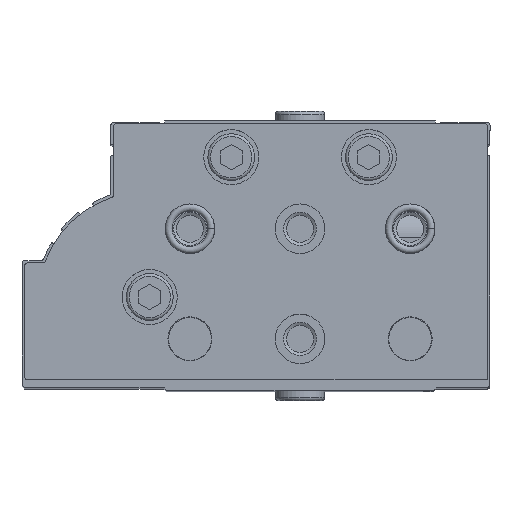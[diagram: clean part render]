
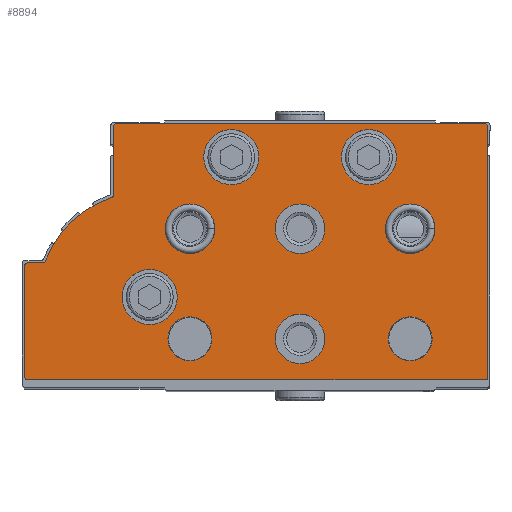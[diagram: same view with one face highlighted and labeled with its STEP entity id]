
A CAD part, top view. The second image highlights one B-rep face of the part: STEP entity #8894.
In plain terms, the highlighted face is planar.
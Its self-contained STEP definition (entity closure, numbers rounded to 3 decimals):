
#913=LINE('',#14909,#1634);
#915=LINE('',#14913,#1636);
#918=LINE('',#14921,#1639);
#921=LINE('',#14929,#1642);
#926=LINE('',#14945,#1647);
#929=LINE('',#14953,#1650);
#1634=VECTOR('',#12042,1000.);
#1636=VECTOR('',#12046,1000.);
#1639=VECTOR('',#12055,1000.);
#1642=VECTOR('',#12064,1000.);
#1647=VECTOR('',#12083,1000.);
#1650=VECTOR('',#12092,1000.);
#3523=ORIENTED_EDGE('',*,*,#5144,.T.);
#3524=ORIENTED_EDGE('',*,*,#5145,.T.);
#3525=ORIENTED_EDGE('',*,*,#5146,.T.);
#3526=ORIENTED_EDGE('',*,*,#5147,.T.);
#3527=ORIENTED_EDGE('',*,*,#5148,.T.);
#3528=ORIENTED_EDGE('',*,*,#5149,.T.);
#3529=ORIENTED_EDGE('',*,*,#5150,.T.);
#3530=ORIENTED_EDGE('',*,*,#5151,.T.);
#3531=ORIENTED_EDGE('',*,*,#5152,.T.);
#3532=ORIENTED_EDGE('',*,*,#5117,.F.);
#3533=ORIENTED_EDGE('',*,*,#5142,.F.);
#3534=ORIENTED_EDGE('',*,*,#5140,.F.);
#3535=ORIENTED_EDGE('',*,*,#5138,.F.);
#3536=ORIENTED_EDGE('',*,*,#5136,.T.);
#3537=ORIENTED_EDGE('',*,*,#5134,.F.);
#3538=ORIENTED_EDGE('',*,*,#5132,.T.);
#3539=ORIENTED_EDGE('',*,*,#5130,.F.);
#3540=ORIENTED_EDGE('',*,*,#5128,.F.);
#3541=ORIENTED_EDGE('',*,*,#5126,.F.);
#3542=ORIENTED_EDGE('',*,*,#5124,.F.);
#3543=ORIENTED_EDGE('',*,*,#5122,.F.);
#3544=ORIENTED_EDGE('',*,*,#5120,.F.);
#5117=EDGE_CURVE('',#6102,#6103,#6619,.T.);
#5120=EDGE_CURVE('',#6103,#6104,#913,.T.);
#5122=EDGE_CURVE('',#6104,#6105,#915,.T.);
#5124=EDGE_CURVE('',#6105,#6106,#6620,.T.);
#5126=EDGE_CURVE('',#6106,#6107,#918,.T.);
#5128=EDGE_CURVE('',#6107,#6108,#6621,.T.);
#5130=EDGE_CURVE('',#6108,#6109,#921,.T.);
#5132=EDGE_CURVE('',#6110,#6109,#6622,.T.);
#5134=EDGE_CURVE('',#6110,#6111,#6623,.T.);
#5136=EDGE_CURVE('',#6112,#6111,#6624,.T.);
#5138=EDGE_CURVE('',#6112,#6113,#926,.T.);
#5140=EDGE_CURVE('',#6113,#6114,#6625,.T.);
#5142=EDGE_CURVE('',#6114,#6102,#929,.T.);
#5144=EDGE_CURVE('',#6115,#6115,#6626,.T.);
#5145=EDGE_CURVE('',#6116,#6116,#6627,.T.);
#5146=EDGE_CURVE('',#6117,#6117,#6628,.T.);
#5147=EDGE_CURVE('',#6118,#6118,#6629,.T.);
#5148=EDGE_CURVE('',#6119,#6119,#6630,.T.);
#5149=EDGE_CURVE('',#6120,#6120,#6631,.T.);
#5150=EDGE_CURVE('',#6121,#6121,#6632,.T.);
#5151=EDGE_CURVE('',#6122,#6122,#6633,.T.);
#5152=EDGE_CURVE('',#6123,#6123,#6634,.T.);
#6102=VERTEX_POINT('',#14904);
#6103=VERTEX_POINT('',#14905);
#6104=VERTEX_POINT('',#14910);
#6105=VERTEX_POINT('',#14914);
#6106=VERTEX_POINT('',#14918);
#6107=VERTEX_POINT('',#14922);
#6108=VERTEX_POINT('',#14926);
#6109=VERTEX_POINT('',#14930);
#6110=VERTEX_POINT('',#14934);
#6111=VERTEX_POINT('',#14938);
#6112=VERTEX_POINT('',#14942);
#6113=VERTEX_POINT('',#14946);
#6114=VERTEX_POINT('',#14950);
#6115=VERTEX_POINT('',#14957);
#6116=VERTEX_POINT('',#14959);
#6117=VERTEX_POINT('',#14961);
#6118=VERTEX_POINT('',#14963);
#6119=VERTEX_POINT('',#14965);
#6120=VERTEX_POINT('',#14967);
#6121=VERTEX_POINT('',#14969);
#6122=VERTEX_POINT('',#14971);
#6123=VERTEX_POINT('',#14973);
#6619=CIRCLE('',#9821,0.5);
#6620=CIRCLE('',#9825,0.5);
#6621=CIRCLE('',#9828,0.5);
#6622=CIRCLE('',#9831,0.5);
#6623=CIRCLE('',#9833,19.5);
#6624=CIRCLE('',#9835,0.5);
#6625=CIRCLE('',#9838,0.5);
#6626=CIRCLE('',#9841,5.);
#6627=CIRCLE('',#9842,5.);
#6628=CIRCLE('',#9843,5.);
#6629=CIRCLE('',#9844,4.5);
#6630=CIRCLE('',#9845,4.5);
#6631=CIRCLE('',#9846,4.5);
#6632=CIRCLE('',#9847,4.5);
#6633=CIRCLE('',#9848,4.);
#6634=CIRCLE('',#9849,4.);
#7218=EDGE_LOOP('',(#3523));
#7219=EDGE_LOOP('',(#3524));
#7220=EDGE_LOOP('',(#3525));
#7221=EDGE_LOOP('',(#3526));
#7222=EDGE_LOOP('',(#3527));
#7223=EDGE_LOOP('',(#3528));
#7224=EDGE_LOOP('',(#3529));
#7225=EDGE_LOOP('',(#3530));
#7226=EDGE_LOOP('',(#3531));
#7227=EDGE_LOOP('',(#3532,#3533,#3534,#3535,#3536,#3537,#3538,#3539,#3540,
#3541,#3542,#3543,#3544));
#7978=FACE_BOUND('',#7218,.T.);
#7979=FACE_BOUND('',#7219,.T.);
#7980=FACE_BOUND('',#7220,.T.);
#7981=FACE_BOUND('',#7221,.T.);
#7982=FACE_BOUND('',#7222,.T.);
#7983=FACE_BOUND('',#7223,.T.);
#7984=FACE_BOUND('',#7224,.T.);
#7985=FACE_BOUND('',#7225,.T.);
#7986=FACE_BOUND('',#7226,.T.);
#7987=FACE_BOUND('',#7227,.T.);
#8451=PLANE('',#9840);
#8894=ADVANCED_FACE('',(#7978,#7979,#7980,#7981,#7982,#7983,#7984,#7985,
#7986,#7987),#8451,.F.);
#9821=AXIS2_PLACEMENT_3D('',#14903,#12036,#12037);
#9825=AXIS2_PLACEMENT_3D('',#14917,#12050,#12051);
#9828=AXIS2_PLACEMENT_3D('',#14925,#12059,#12060);
#9831=AXIS2_PLACEMENT_3D('',#14933,#12068,#12069);
#9833=AXIS2_PLACEMENT_3D('',#14937,#12073,#12074);
#9835=AXIS2_PLACEMENT_3D('',#14941,#12078,#12079);
#9838=AXIS2_PLACEMENT_3D('',#14949,#12087,#12088);
#9840=AXIS2_PLACEMENT_3D('',#14955,#12094,#12095);
#9841=AXIS2_PLACEMENT_3D('',#14956,#12096,#12097);
#9842=AXIS2_PLACEMENT_3D('',#14958,#12098,#12099);
#9843=AXIS2_PLACEMENT_3D('',#14960,#12100,#12101);
#9844=AXIS2_PLACEMENT_3D('',#14962,#12102,#12103);
#9845=AXIS2_PLACEMENT_3D('',#14964,#12104,#12105);
#9846=AXIS2_PLACEMENT_3D('',#14966,#12106,#12107);
#9847=AXIS2_PLACEMENT_3D('',#14968,#12108,#12109);
#9848=AXIS2_PLACEMENT_3D('',#14970,#12110,#12111);
#9849=AXIS2_PLACEMENT_3D('',#14972,#12112,#12113);
#12036=DIRECTION('',(0.,0.,1.));
#12037=DIRECTION('',(1.,0.,0.));
#12042=DIRECTION('',(0.,-1.,0.));
#12046=DIRECTION('',(1.,0.,0.));
#12050=DIRECTION('',(0.,0.,1.));
#12051=DIRECTION('',(1.,0.,0.));
#12055=DIRECTION('',(0.,1.,0.));
#12059=DIRECTION('',(0.,0.,1.));
#12060=DIRECTION('',(1.,0.,0.));
#12064=DIRECTION('',(-1.,0.,0.));
#12068=DIRECTION('',(0.,0.,1.));
#12069=DIRECTION('',(1.,0.,0.));
#12073=DIRECTION('',(0.,0.,1.));
#12074=DIRECTION('',(1.,0.,0.));
#12078=DIRECTION('',(0.,0.,1.));
#12079=DIRECTION('',(1.,0.,0.));
#12083=DIRECTION('',(0.,1.,0.));
#12087=DIRECTION('',(0.,0.,1.));
#12088=DIRECTION('',(1.,0.,0.));
#12092=DIRECTION('',(-1.,0.,0.));
#12094=DIRECTION('',(0.,0.,1.));
#12095=DIRECTION('',(1.,0.,0.));
#12096=DIRECTION('',(0.,0.,1.));
#12097=DIRECTION('',(1.,0.,0.));
#12098=DIRECTION('',(0.,0.,1.));
#12099=DIRECTION('',(1.,0.,0.));
#12100=DIRECTION('',(0.,0.,1.));
#12101=DIRECTION('',(1.,0.,0.));
#12102=DIRECTION('',(0.,0.,1.));
#12103=DIRECTION('',(1.,0.,0.));
#12104=DIRECTION('',(0.,0.,1.));
#12105=DIRECTION('',(1.,0.,0.));
#12106=DIRECTION('',(0.,0.,1.));
#12107=DIRECTION('',(1.,0.,0.));
#12108=DIRECTION('',(0.,0.,1.));
#12109=DIRECTION('',(1.,0.,0.));
#12110=DIRECTION('',(0.,0.,1.));
#12111=DIRECTION('',(1.,0.,0.));
#12112=DIRECTION('',(0.,0.,1.));
#12113=DIRECTION('',(1.,0.,0.));
#14903=CARTESIAN_POINT('',(0.5,46.,0.));
#14904=CARTESIAN_POINT('',(0.5,46.5,0.));
#14905=CARTESIAN_POINT('',(0.,46.,0.));
#14909=CARTESIAN_POINT('',(0.,46.,0.));
#14910=CARTESIAN_POINT('',(0.,0.,0.));
#14913=CARTESIAN_POINT('',(0.,0.,0.));
#14914=CARTESIAN_POINT('',(83.5,0.,0.));
#14917=CARTESIAN_POINT('',(83.5,0.5,0.));
#14918=CARTESIAN_POINT('',(84.,0.5,0.));
#14921=CARTESIAN_POINT('',(84.,0.5,0.));
#14922=CARTESIAN_POINT('',(84.,20.7,0.));
#14925=CARTESIAN_POINT('',(83.5,20.7,0.));
#14926=CARTESIAN_POINT('',(83.5,21.2,0.));
#14929=CARTESIAN_POINT('',(83.5,21.2,0.));
#14930=CARTESIAN_POINT('',(80.697,21.2,0.));
#14933=CARTESIAN_POINT('',(80.697,21.7,0.));
#14934=CARTESIAN_POINT('',(80.23,21.523,0.));
#14937=CARTESIAN_POINT('',(62.,14.6,0.));
#14938=CARTESIAN_POINT('',(68.191,33.091,0.));
#14941=CARTESIAN_POINT('',(68.35,33.565,0.));
#14942=CARTESIAN_POINT('',(67.85,33.565,0.));
#14945=CARTESIAN_POINT('',(67.85,33.565,0.));
#14946=CARTESIAN_POINT('',(67.85,46.,0.));
#14949=CARTESIAN_POINT('',(67.35,46.,0.));
#14950=CARTESIAN_POINT('',(67.35,46.5,0.));
#14953=CARTESIAN_POINT('',(67.35,46.5,0.));
#14955=CARTESIAN_POINT('',(0.5,46.,0.));
#14956=CARTESIAN_POINT('',(61.3,15.,0.));
#14957=CARTESIAN_POINT('',(66.3,15.,0.));
#14958=CARTESIAN_POINT('',(46.5,40.4,0.));
#14959=CARTESIAN_POINT('',(51.5,40.4,0.));
#14960=CARTESIAN_POINT('',(21.5,40.4,0.));
#14961=CARTESIAN_POINT('',(26.5,40.4,0.));
#14962=CARTESIAN_POINT('',(54.,27.4,0.));
#14963=CARTESIAN_POINT('',(58.5,27.4,0.));
#14964=CARTESIAN_POINT('',(34.,27.4,0.));
#14965=CARTESIAN_POINT('',(38.5,27.4,0.));
#14966=CARTESIAN_POINT('',(14.,27.4,0.));
#14967=CARTESIAN_POINT('',(18.5,27.4,0.));
#14968=CARTESIAN_POINT('',(34.,7.4,0.));
#14969=CARTESIAN_POINT('',(38.5,7.4,0.));
#14970=CARTESIAN_POINT('',(54.,7.4,0.));
#14971=CARTESIAN_POINT('',(58.,7.4,0.));
#14972=CARTESIAN_POINT('',(14.,7.4,0.));
#14973=CARTESIAN_POINT('',(18.,7.4,0.));
